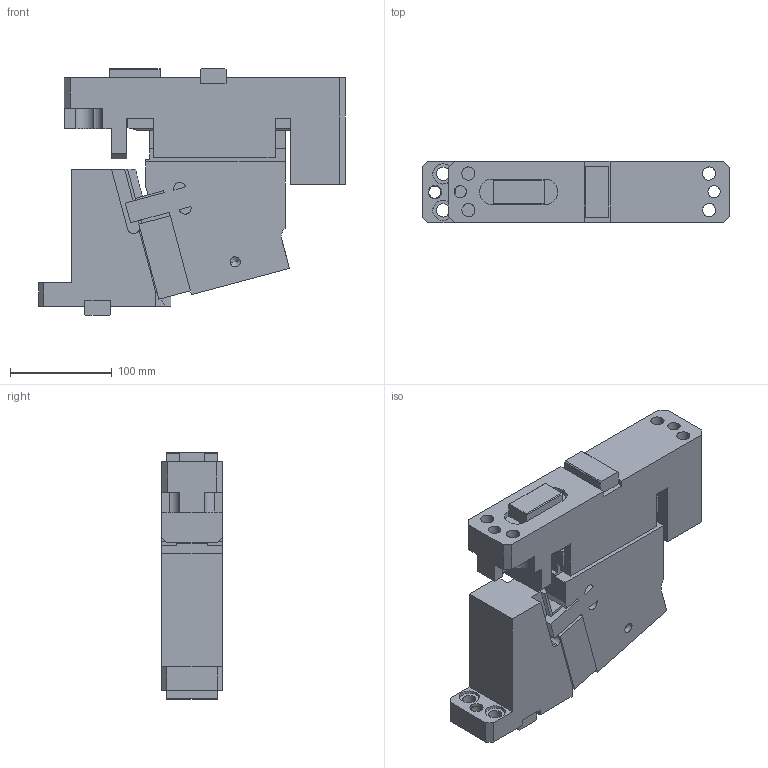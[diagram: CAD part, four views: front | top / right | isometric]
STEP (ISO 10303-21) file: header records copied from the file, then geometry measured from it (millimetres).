
FILE_DESCRIPTION(('CATIA V5 STEP Exchange'),'2;1');
FILE_NAME('CACV_60_75.stp','2015-04-24T14:09:17+00:00',('none'),('none'),'CATIA Version 5 Release 19 SP 2 (IN-10)','CATIA V5 STEP AP203','none');
FILE_SCHEMA(('CONFIG_CONTROL_DESIGN'));
Length unit declared in the file: millimetre
Products named in the file (1): CACV_60_75
Bounding box: 302 x 60 x 243 mm (x, y, z)
Volume: 2699976.1 mm3; surface area: 292095.8 mm2
Topology: 3 solids, 4 shells, 319 faces, 864 edges, 567 vertices
Faces by surface type: plane 220, cylinder 93, cone 6
Entity records: 10779 total; most frequent: CARTESIAN_POINT 2944, ORIENTED_EDGE 1716, DIRECTION 1370, EDGE_CURVE 858, VECTOR 662, LINE 662, VERTEX_POINT 567, AXIS2_PLACEMENT_3D 417
